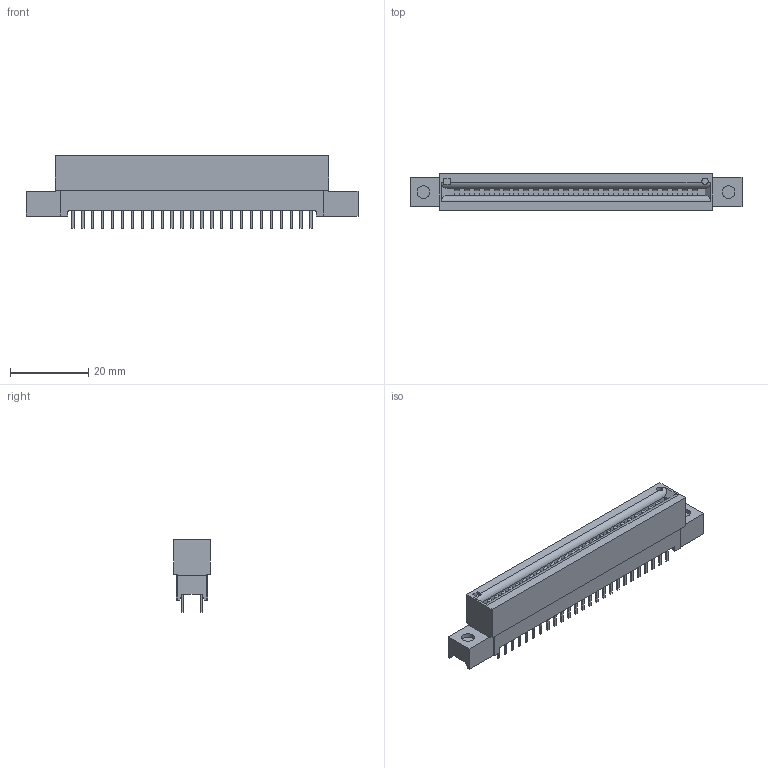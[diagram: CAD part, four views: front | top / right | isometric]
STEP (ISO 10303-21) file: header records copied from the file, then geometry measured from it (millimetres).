
FILE_DESCRIPTION((''),'2;1');
FILE_NAME('C-5530841-5','2019-03-08T06:55:49',('workeradm'),('TE Connectivity Ltd.'),'CREO PARAMETRIC BY PTC INC, 2018190','CREO PARAMETRIC BY PTC INC, 2018190','');
FILE_SCHEMA(('AUTOMOTIVE_DESIGN { 1 0 10303 214 1 1 1 1 }'));
Length unit declared in the file: inch
Products named in the file (1): C-5530841-5
Bounding box: 84.96 x 9.35 x 18.67 mm (x, y, z)
Volume: 8420.1 mm3; surface area: 5629.7 mm2
Topology: 1 solids, 1 shells, 508 faces, 1193 edges, 794 vertices
Faces by surface type: plane 438, cylinder 70
Entity records: 14447 total; most frequent: CARTESIAN_POINT 2565, ORIENTED_EDGE 2386, DIRECTION 2327, EDGE_CURVE 1193, VECTOR 1049, LINE 1049, VERTEX_POINT 794, AXIS2_PLACEMENT_3D 639
